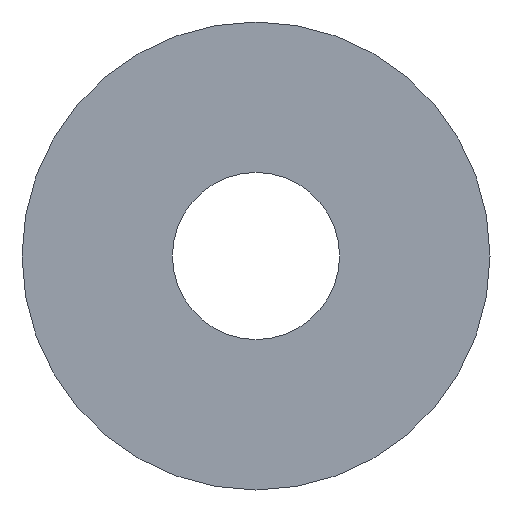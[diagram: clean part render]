
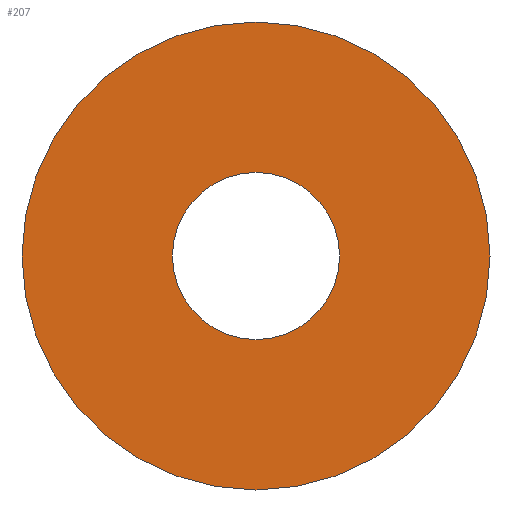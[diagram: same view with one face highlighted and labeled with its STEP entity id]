
A CAD part, left-side view. The second image highlights one B-rep face of the part: STEP entity #207.
In plain terms, the highlighted planar face has unit normal (-1, 0, 0).
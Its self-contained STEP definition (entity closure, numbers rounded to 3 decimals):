
#3 = DIRECTION ( 'NONE',  ( -1., 0., 0. ) ) ;
#35 = CARTESIAN_POINT ( 'NONE',  ( 0., 0., 0. ) ) ;
#48 = DIRECTION ( 'NONE',  ( -1., 0., 0. ) ) ;
#57 = DIRECTION ( 'NONE',  ( -1., 0., 0. ) ) ;
#58 = DIRECTION ( 'NONE',  ( -1., 0., 0. ) ) ;
#64 = CARTESIAN_POINT ( 'NONE',  ( 0., 0., 0. ) ) ;
#66 = CARTESIAN_POINT ( 'NONE',  ( 0., 0., 2.5 ) ) ;
#93 = CARTESIAN_POINT ( 'NONE',  ( 0., 0., 0. ) ) ;
#98 = CIRCLE ( 'NONE', #261, 7. ) ;
#107 = AXIS2_PLACEMENT_3D ( 'NONE', #64, #48, #298 ) ;
#119 = DIRECTION ( 'NONE',  ( 0., 0., -1. ) ) ;
#126 = FACE_BOUND ( 'NONE', #166, .T. ) ;
#127 = FACE_OUTER_BOUND ( 'NONE', #242, .T. ) ;
#128 = CIRCLE ( 'NONE', #147, 7. ) ;
#129 = CIRCLE ( 'NONE', #107, 2.5 ) ;
#130 = AXIS2_PLACEMENT_3D ( 'NONE', #35, #57, #280 ) ;
#136 = CARTESIAN_POINT ( 'NONE',  ( 0., 0., 7. ) ) ;
#141 = ORIENTED_EDGE ( 'NONE', *, *, #187, .F. ) ;
#147 = AXIS2_PLACEMENT_3D ( 'NONE', #93, #3, #289 ) ;
#152 = CIRCLE ( 'NONE', #130, 2.5 ) ;
#161 = VERTEX_POINT ( 'NONE', #66 ) ;
#164 = DIRECTION ( 'NONE',  ( 1., 0., 0. ) ) ;
#166 = EDGE_LOOP ( 'NONE', ( #228, #141 ) ) ;
#181 = CARTESIAN_POINT ( 'NONE',  ( 0., 0., 0. ) ) ;
#182 = VERTEX_POINT ( 'NONE', #292 ) ;
#187 = EDGE_CURVE ( 'NONE', #182, #161, #129, .T. ) ;
#199 = AXIS2_PLACEMENT_3D ( 'NONE', #238, #164, #119 ) ;
#203 = EDGE_CURVE ( 'NONE', #161, #182, #152, .T. ) ;
#206 = EDGE_CURVE ( 'NONE', #290, #257, #128, .T. ) ;
#207 = ADVANCED_FACE ( 'NONE', ( #126, #127 ), #260, .F. ) ;
#209 = ORIENTED_EDGE ( 'NONE', *, *, #249, .T. ) ;
#212 = DIRECTION ( 'NONE',  ( 0., 0., 1. ) ) ;
#228 = ORIENTED_EDGE ( 'NONE', *, *, #203, .F. ) ;
#238 = CARTESIAN_POINT ( 'NONE',  ( 0., 2.5, 0. ) ) ;
#242 = EDGE_LOOP ( 'NONE', ( #250, #209 ) ) ;
#249 = EDGE_CURVE ( 'NONE', #257, #290, #98, .T. ) ;
#250 = ORIENTED_EDGE ( 'NONE', *, *, #206, .T. ) ;
#252 = CARTESIAN_POINT ( 'NONE',  ( 0., 0., -7. ) ) ;
#257 = VERTEX_POINT ( 'NONE', #252 ) ;
#260 = PLANE ( 'NONE',  #199 ) ;
#261 = AXIS2_PLACEMENT_3D ( 'NONE', #181, #58, #212 ) ;
#280 = DIRECTION ( 'NONE',  ( 0., 0., 1. ) ) ;
#289 = DIRECTION ( 'NONE',  ( 0., 0., 1. ) ) ;
#290 = VERTEX_POINT ( 'NONE', #136 ) ;
#292 = CARTESIAN_POINT ( 'NONE',  ( 0., 0., -2.5 ) ) ;
#298 = DIRECTION ( 'NONE',  ( 0., 0., 1. ) ) ;
